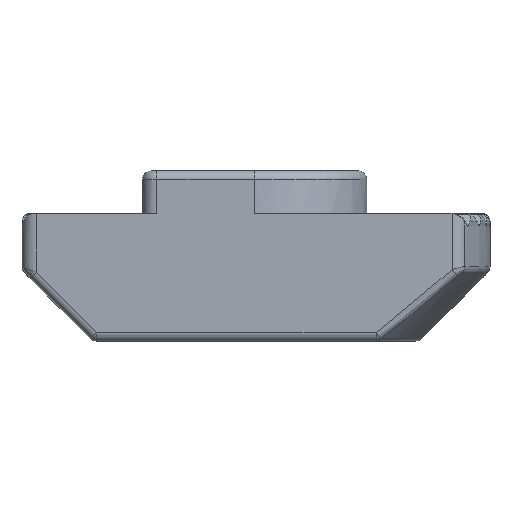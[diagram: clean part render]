
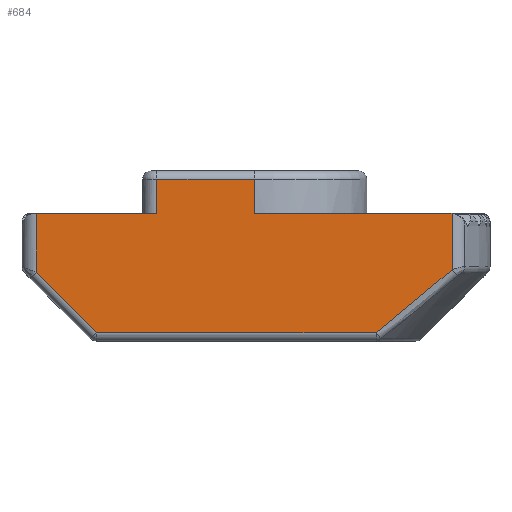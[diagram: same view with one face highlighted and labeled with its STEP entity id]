
A CAD part, front view. The second image highlights one B-rep face of the part: STEP entity #684.
In plain terms, the highlighted planar face has unit normal (0, -1, 0).
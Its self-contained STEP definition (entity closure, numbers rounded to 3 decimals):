
#64 = CARTESIAN_POINT ( 'NONE',  ( -7.75, -4., 4.5 ) ) ;
#97 = EDGE_CURVE ( 'NONE', #1348, #491, #1034, .T. ) ;
#114 = VERTEX_POINT ( 'NONE', #64 ) ;
#152 = ORIENTED_EDGE ( 'NONE', *, *, #272, .T. ) ;
#189 = EDGE_CURVE ( 'NONE', #3795, #1348, #4040, .T. ) ;
#272 = EDGE_CURVE ( 'NONE', #2049, #491, #3871, .T. ) ;
#316 = CARTESIAN_POINT ( 'NONE',  ( -3.5, -4., 4.5 ) ) ;
#375 = ORIENTED_EDGE ( 'NONE', *, *, #189, .F. ) ;
#491 = VERTEX_POINT ( 'NONE', #1190 ) ;
#543 = CARTESIAN_POINT ( 'NONE',  ( -8.25, -4., 4.5 ) ) ;
#546 = LINE ( 'NONE', #3754, #2135 ) ;
#648 = DIRECTION ( 'NONE',  ( 1., 0., 0. ) ) ;
#684 = ADVANCED_FACE ( 'NONE', ( #3310 ), #2027, .F. ) ;
#686 = CARTESIAN_POINT ( 'NONE',  ( 4.701, -4., 0.649 ) ) ;
#885 = VECTOR ( 'NONE', #2242, 1000. ) ;
#943 = LINE ( 'NONE', #1236, #2728 ) ;
#961 = ORIENTED_EDGE ( 'NONE', *, *, #3355, .T. ) ;
#988 = EDGE_CURVE ( 'NONE', #2894, #2049, #4003, .T. ) ;
#996 = CARTESIAN_POINT ( 'NONE',  ( 6.042, -4., 1.755 ) ) ;
#1018 = DIRECTION ( 'NONE',  ( 0.707, 0., -0.707 ) ) ;
#1034 = LINE ( 'NONE', #543, #2635 ) ;
#1177 = ORIENTED_EDGE ( 'NONE', *, *, #2632, .T. ) ;
#1190 = CARTESIAN_POINT ( 'NONE',  ( 6.87, -4., 4.5 ) ) ;
#1196 = CARTESIAN_POINT ( 'NONE',  ( -0.05, -4., 4.5 ) ) ;
#1225 = CARTESIAN_POINT ( 'NONE',  ( -3.5, -4., 4.5 ) ) ;
#1236 = CARTESIAN_POINT ( 'NONE',  ( -8.25, -4., 5.7 ) ) ;
#1316 = CARTESIAN_POINT ( 'NONE',  ( 6.915, -4., 2.517 ) ) ;
#1342 = DIRECTION ( 'NONE',  ( 1., 0., 0. ) ) ;
#1348 = VERTEX_POINT ( 'NONE', #1196 ) ;
#1398 = CARTESIAN_POINT ( 'NONE',  ( -8.25, -4., 4.5 ) ) ;
#1422 = LINE ( 'NONE', #3579, #3144 ) ;
#1501 = ORIENTED_EDGE ( 'NONE', *, *, #97, .F. ) ;
#1524 = CARTESIAN_POINT ( 'NONE',  ( -0.05, -4., 5.7 ) ) ;
#1582 = DIRECTION ( 'NONE',  ( 0., 0., -1. ) ) ;
#1650 = CARTESIAN_POINT ( 'NONE',  ( 6.915, -4., 4.5 ) ) ;
#1729 = LINE ( 'NONE', #316, #885 ) ;
#1746 = ORIENTED_EDGE ( 'NONE', *, *, #2217, .F. ) ;
#1776 = LINE ( 'NONE', #3816, #4149 ) ;
#1871 = CARTESIAN_POINT ( 'NONE',  ( -5.626, -4., 0.3 ) ) ;
#1961 = CARTESIAN_POINT ( 'NONE',  ( -0.05, -4., 6. ) ) ;
#1963 = CARTESIAN_POINT ( 'NONE',  ( -3.5, -4., 5.7 ) ) ;
#2003 = VERTEX_POINT ( 'NONE', #2537 ) ;
#2027 = PLANE ( 'NONE',  #3359 ) ;
#2049 = VERTEX_POINT ( 'NONE', #4181 ) ;
#2118 = EDGE_CURVE ( 'NONE', #2003, #2894, #2356, .T. ) ;
#2135 = VECTOR ( 'NONE', #2787, 1000. ) ;
#2217 = EDGE_CURVE ( 'NONE', #114, #3258, #3091, .T. ) ;
#2242 = DIRECTION ( 'NONE',  ( 0., 0., -1. ) ) ;
#2311 = ORIENTED_EDGE ( 'NONE', *, *, #3558, .T. ) ;
#2356 = B_SPLINE_CURVE_WITH_KNOTS ( 'NONE', 3,
 ( #2598, #686, #2923, #996, #3244, #1316 ),
 .UNSPECIFIED., .F., .F.,
 ( 4, 2, 4 ),
 ( 0., 0.002, 0.003 ),
 .UNSPECIFIED. ) ;
#2370 = DIRECTION ( 'NONE',  ( 0., 1., 0. ) ) ;
#2476 = CARTESIAN_POINT ( 'NONE',  ( 6.915, -4., 2.517 ) ) ;
#2491 = DIRECTION ( 'NONE',  ( 0., 0., -1. ) ) ;
#2537 = CARTESIAN_POINT ( 'NONE',  ( 4.238, -4., 0.3 ) ) ;
#2598 = CARTESIAN_POINT ( 'NONE',  ( 4.238, -4., 0.3 ) ) ;
#2632 = EDGE_CURVE ( 'NONE', #2700, #2003, #546, .T. ) ;
#2635 = VECTOR ( 'NONE', #648, 1000. ) ;
#2694 = EDGE_LOOP ( 'NONE', ( #375, #3237, #2311, #1746, #3508, #961, #1177, #3997, #3012, #152, #1501 ) ) ;
#2700 = VERTEX_POINT ( 'NONE', #1871 ) ;
#2728 = VECTOR ( 'NONE', #3167, 1000. ) ;
#2787 = DIRECTION ( 'NONE',  ( 1., 0., 0. ) ) ;
#2894 = VERTEX_POINT ( 'NONE', #2476 ) ;
#2923 = CARTESIAN_POINT ( 'NONE',  ( 5.152, -4., 1.012 ) ) ;
#2953 = CARTESIAN_POINT ( 'NONE',  ( -8.25, -4., 4.5 ) ) ;
#2992 = VECTOR ( 'NONE', #1342, 1000. ) ;
#3012 = ORIENTED_EDGE ( 'NONE', *, *, #988, .T. ) ;
#3091 = LINE ( 'NONE', #2953, #2992 ) ;
#3144 = VECTOR ( 'NONE', #1018, 1000. ) ;
#3167 = DIRECTION ( 'NONE',  ( -1., 0., 0. ) ) ;
#3203 = VECTOR ( 'NONE', #2491, 1000. ) ;
#3237 = ORIENTED_EDGE ( 'NONE', *, *, #3851, .T. ) ;
#3244 = CARTESIAN_POINT ( 'NONE',  ( 6.48, -4., 2.133 ) ) ;
#3258 = VERTEX_POINT ( 'NONE', #1225 ) ;
#3262 = VECTOR ( 'NONE', #3886, 1000. ) ;
#3310 = FACE_OUTER_BOUND ( 'NONE', #2694, .T. ) ;
#3314 = VERTEX_POINT ( 'NONE', #1963 ) ;
#3355 = EDGE_CURVE ( 'NONE', #3486, #2700, #1422, .T. ) ;
#3359 = AXIS2_PLACEMENT_3D ( 'NONE', #1398, #2370, #3641 ) ;
#3460 = CARTESIAN_POINT ( 'NONE',  ( 6.87, -4., 4.5 ) ) ;
#3486 = VERTEX_POINT ( 'NONE', #3786 ) ;
#3508 = ORIENTED_EDGE ( 'NONE', *, *, #3868, .T. ) ;
#3552 = CARTESIAN_POINT ( 'NONE',  ( 6.915, -4., 4.498 ) ) ;
#3558 = EDGE_CURVE ( 'NONE', #3314, #3258, #1729, .T. ) ;
#3563 = CARTESIAN_POINT ( 'NONE',  ( 6.885, -4., 4.5 ) ) ;
#3579 = CARTESIAN_POINT ( 'NONE',  ( -5.538, -4., 0.212 ) ) ;
#3641 = DIRECTION ( 'NONE',  ( 0., 0., 1. ) ) ;
#3754 = CARTESIAN_POINT ( 'NONE',  ( -8.25, -4., 0.3 ) ) ;
#3755 = CARTESIAN_POINT ( 'NONE',  ( 6.9, -4., 4.499 ) ) ;
#3786 = CARTESIAN_POINT ( 'NONE',  ( -7.75, -4., 2.424 ) ) ;
#3795 = VERTEX_POINT ( 'NONE', #1524 ) ;
#3816 = CARTESIAN_POINT ( 'NONE',  ( -7.75, -4., 4.5 ) ) ;
#3851 = EDGE_CURVE ( 'NONE', #3795, #3314, #943, .T. ) ;
#3868 = EDGE_CURVE ( 'NONE', #114, #3486, #1776, .T. ) ;
#3871 = B_SPLINE_CURVE_WITH_KNOTS ( 'NONE', 3,
 ( #3552, #3755, #3563, #3460 ),
 .UNSPECIFIED., .F., .F.,
 ( 4, 4 ),
 ( 0., 0.001 ),
 .UNSPECIFIED. ) ;
#3886 = DIRECTION ( 'NONE',  ( 0., 0., 1. ) ) ;
#3997 = ORIENTED_EDGE ( 'NONE', *, *, #2118, .T. ) ;
#4003 = LINE ( 'NONE', #1650, #3262 ) ;
#4040 = LINE ( 'NONE', #1961, #3203 ) ;
#4149 = VECTOR ( 'NONE', #1582, 1000. ) ;
#4181 = CARTESIAN_POINT ( 'NONE',  ( 6.915, -4., 4.498 ) ) ;
